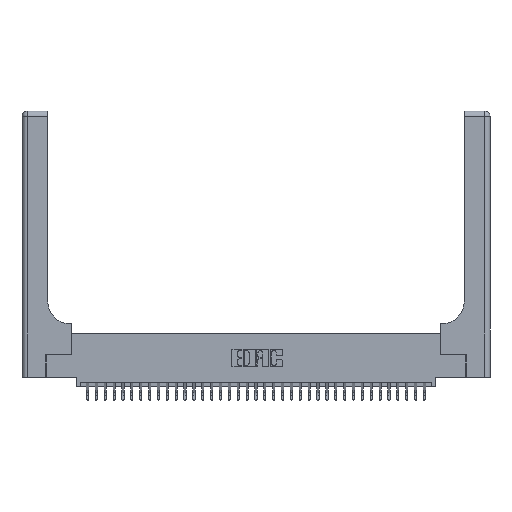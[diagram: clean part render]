
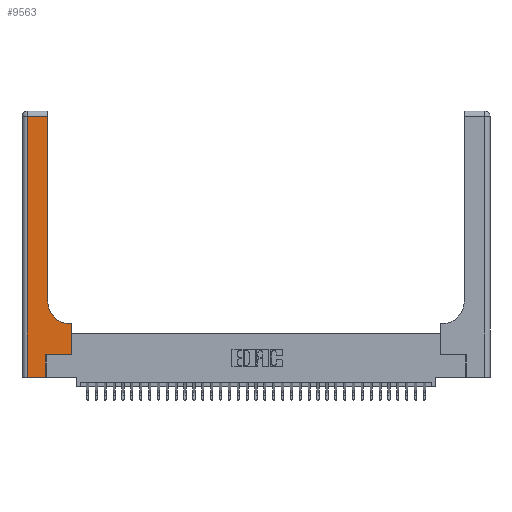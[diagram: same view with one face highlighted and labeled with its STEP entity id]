
A CAD part, top view. The second image highlights one B-rep face of the part: STEP entity #9563.
In plain terms, the highlighted planar face has unit normal (0, 0, 1).
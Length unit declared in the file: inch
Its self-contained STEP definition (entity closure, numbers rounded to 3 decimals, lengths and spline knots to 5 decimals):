
#429 = ORIENTED_EDGE ( 'NONE', *, *, #8378, .T. ) ;
#1235 = ORIENTED_EDGE ( 'NONE', *, *, #7444, .T. ) ;
#2754 = EDGE_LOOP ( 'NONE', ( #15429, #21425, #1235, #9924, #9013, #20254, #18062, #14032, #429 ) ) ;
#3603 = VERTEX_POINT ( 'NONE', #10353 ) ;
#4028 = CARTESIAN_POINT ( 'NONE',  ( 0.2915, 2.94, 0.37 ) ) ;
#4089 = CARTESIAN_POINT ( 'NONE',  ( 0.269, 0., 0.37 ) ) ;
#4857 = VECTOR ( 'NONE', #8684, 39.37008 ) ;
#5045 = CARTESIAN_POINT ( 'NONE',  ( 0.2915, 3., 0.37 ) ) ;
#5196 = CARTESIAN_POINT ( 'NONE',  ( 0.5585, 0.25, 0.37 ) ) ;
#6213 = EDGE_CURVE ( 'NONE', #12725, #16509, #19984, .T. ) ;
#6466 = DIRECTION ( 'NONE',  ( 0., 1., 0. ) ) ;
#6481 = PLANE ( 'NONE',  #12424 ) ;
#6767 = VERTEX_POINT ( 'NONE', #5196 ) ;
#7444 = EDGE_CURVE ( 'NONE', #3603, #24222, #29711, .T. ) ;
#8329 = CARTESIAN_POINT ( 'NONE',  ( 0.2915, 0.85, 0.37 ) ) ;
#8378 = EDGE_CURVE ( 'NONE', #11505, #12725, #23521, .T. ) ;
#8461 = CARTESIAN_POINT ( 'NONE',  ( 0., 0., 0.37 ) ) ;
#8520 = VECTOR ( 'NONE', #30444, 39.37008 ) ;
#8684 = DIRECTION ( 'NONE',  ( 1., 0., 0. ) ) ;
#9013 = ORIENTED_EDGE ( 'NONE', *, *, #14347, .T. ) ;
#9206 = CARTESIAN_POINT ( 'NONE',  ( 0.5585, 0.25, 0.37 ) ) ;
#9329 = CARTESIAN_POINT ( 'NONE',  ( 0.2915, 0.6, 0.37 ) ) ;
#9345 = DIRECTION ( 'NONE',  ( 0., 0., -1. ) ) ;
#9563 = ADVANCED_FACE ( 'NONE', ( #19079 ), #6481, .F. ) ;
#9665 = VECTOR ( 'NONE', #29437, 39.37008 ) ;
#9924 = ORIENTED_EDGE ( 'NONE', *, *, #34397, .T. ) ;
#10155 = LINE ( 'NONE', #8461, #4857 ) ;
#10353 = CARTESIAN_POINT ( 'NONE',  ( 0.06, 2.94, 0.37 ) ) ;
#10368 = CARTESIAN_POINT ( 'NONE',  ( 0.5415, 0.85, 0.37 ) ) ;
#10544 = AXIS2_PLACEMENT_3D ( 'NONE', #10368, #23934, #35776 ) ;
#11505 = VERTEX_POINT ( 'NONE', #15189 ) ;
#11543 = VERTEX_POINT ( 'NONE', #4089 ) ;
#12424 = AXIS2_PLACEMENT_3D ( 'NONE', #26240, #9345, #29090 ) ;
#12725 = VERTEX_POINT ( 'NONE', #8329 ) ;
#13447 = CARTESIAN_POINT ( 'NONE',  ( 0.269, 0., 0.37 ) ) ;
#14032 = ORIENTED_EDGE ( 'NONE', *, *, #30020, .T. ) ;
#14347 = EDGE_CURVE ( 'NONE', #11543, #22374, #19024, .T. ) ;
#15189 = CARTESIAN_POINT ( 'NONE',  ( 0.5415, 0.6, 0.37 ) ) ;
#15429 = ORIENTED_EDGE ( 'NONE', *, *, #6213, .T. ) ;
#16509 = VERTEX_POINT ( 'NONE', #4028 ) ;
#17967 = EDGE_CURVE ( 'NONE', #6767, #21495, #33279, .T. ) ;
#18062 = ORIENTED_EDGE ( 'NONE', *, *, #17967, .T. ) ;
#18490 = DIRECTION ( 'NONE',  ( 0., -1., 0. ) ) ;
#19024 = LINE ( 'NONE', #13447, #23839 ) ;
#19079 = FACE_OUTER_BOUND ( 'NONE', #2754, .T. ) ;
#19984 = LINE ( 'NONE', #5045, #8520 ) ;
#20254 = ORIENTED_EDGE ( 'NONE', *, *, #28839, .T. ) ;
#21425 = ORIENTED_EDGE ( 'NONE', *, *, #25766, .T. ) ;
#21495 = VERTEX_POINT ( 'NONE', #24169 ) ;
#22224 = LINE ( 'NONE', #30829, #35396 ) ;
#22280 = VECTOR ( 'NONE', #18490, 39.37008 ) ;
#22374 = VERTEX_POINT ( 'NONE', #22592 ) ;
#22592 = CARTESIAN_POINT ( 'NONE',  ( 0.269, 0.25, 0.37 ) ) ;
#23521 = CIRCLE ( 'NONE', #10544, 0.25 ) ;
#23839 = VECTOR ( 'NONE', #25307, 39.37008 ) ;
#23934 = DIRECTION ( 'NONE',  ( 0., 0., -1. ) ) ;
#23980 = CARTESIAN_POINT ( 'NONE',  ( 0.06, 3., 0.37 ) ) ;
#24169 = CARTESIAN_POINT ( 'NONE',  ( 0.5585, 0.6, 0.37 ) ) ;
#24222 = VERTEX_POINT ( 'NONE', #36447 ) ;
#24763 = LINE ( 'NONE', #9329, #9665 ) ;
#25307 = DIRECTION ( 'NONE',  ( 0., 1., 0. ) ) ;
#25766 = EDGE_CURVE ( 'NONE', #16509, #3603, #28192, .T. ) ;
#26240 = CARTESIAN_POINT ( 'NONE',  ( 0., 3., 0.37 ) ) ;
#28192 = LINE ( 'NONE', #35981, #32098 ) ;
#28201 = DIRECTION ( 'NONE',  ( 1., 0., 0. ) ) ;
#28794 = VECTOR ( 'NONE', #6466, 39.37008 ) ;
#28839 = EDGE_CURVE ( 'NONE', #22374, #6767, #22224, .T. ) ;
#29090 = DIRECTION ( 'NONE',  ( -1., 0., 0. ) ) ;
#29437 = DIRECTION ( 'NONE',  ( -1., 0., 0. ) ) ;
#29711 = LINE ( 'NONE', #23980, #22280 ) ;
#30020 = EDGE_CURVE ( 'NONE', #21495, #11505, #24763, .T. ) ;
#30444 = DIRECTION ( 'NONE',  ( 0., 1., 0. ) ) ;
#30829 = CARTESIAN_POINT ( 'NONE',  ( 0.269, 0.25, 0.37 ) ) ;
#32098 = VECTOR ( 'NONE', #33390, 39.37008 ) ;
#33279 = LINE ( 'NONE', #9206, #28794 ) ;
#33390 = DIRECTION ( 'NONE',  ( -1., 0., 0. ) ) ;
#34397 = EDGE_CURVE ( 'NONE', #24222, #11543, #10155, .T. ) ;
#35396 = VECTOR ( 'NONE', #28201, 39.37008 ) ;
#35776 = DIRECTION ( 'NONE',  ( 1., 0., 0. ) ) ;
#35981 = CARTESIAN_POINT ( 'NONE',  ( 0., 2.94, 0.37 ) ) ;
#36447 = CARTESIAN_POINT ( 'NONE',  ( 0.06, 0., 0.37 ) ) ;
